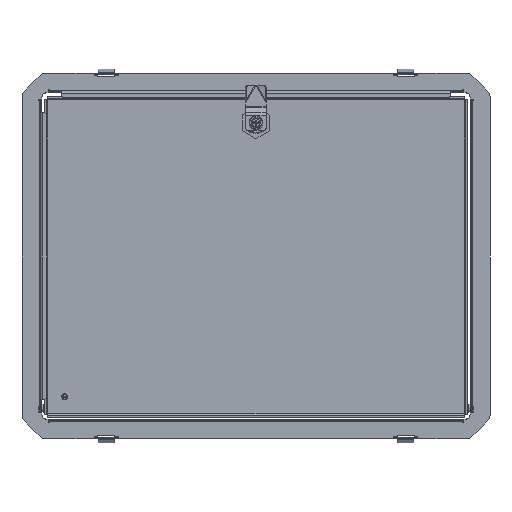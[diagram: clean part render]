
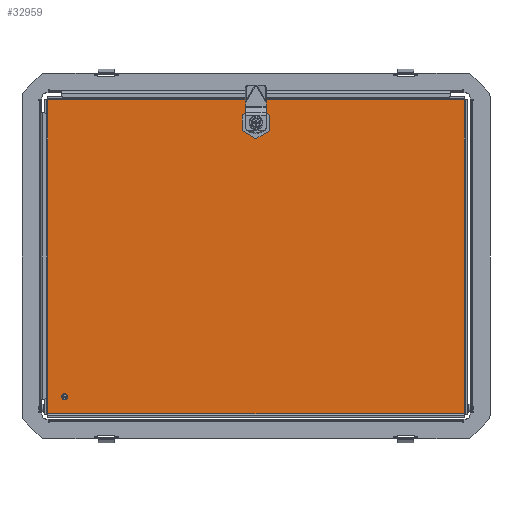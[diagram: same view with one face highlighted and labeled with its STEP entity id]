
A CAD part, front view. The second image highlights one B-rep face of the part: STEP entity #32959.
In plain terms, the highlighted face is planar.
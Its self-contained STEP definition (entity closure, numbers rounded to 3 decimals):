
#98 = ORIENTED_EDGE ( 'NONE', *, *, #4228, .F. ) ;
#646 = AXIS2_PLACEMENT_3D ( 'NONE', #29551, #11475, #32569 ) ;
#1211 = DIRECTION ( 'NONE',  ( -1., 0., 0. ) ) ;
#1299 = FACE_BOUND ( 'NONE', #32557, .T. ) ;
#1355 = DIRECTION ( 'NONE',  ( 0., 1., 0. ) ) ;
#1650 = DIRECTION ( 'NONE',  ( 0., 0., -1. ) ) ;
#1793 = CARTESIAN_POINT ( 'NONE',  ( 132., 0., -2. ) ) ;
#1859 = AXIS2_PLACEMENT_3D ( 'NONE', #19755, #1650, #22777 ) ;
#1860 = VECTOR ( 'NONE', #31766, 1000. ) ;
#2013 = CARTESIAN_POINT ( 'NONE',  ( 142.05, 5.056, -2. ) ) ;
#3740 = CARTESIAN_POINT ( 'NONE',  ( 126.944, -10.05, -2. ) ) ;
#3826 = VERTEX_POINT ( 'NONE', #28246 ) ;
#4228 = EDGE_CURVE ( 'NONE', #13107, #23738, #32982, .T. ) ;
#4566 = EDGE_CURVE ( 'NONE', #36149, #35912, #8380, .T. ) ;
#4818 = DIRECTION ( 'NONE',  ( -1., 0., 0. ) ) ;
#5307 = CARTESIAN_POINT ( 'NONE',  ( 0., 0., -2. ) ) ;
#5461 = LINE ( 'NONE', #20709, #35643 ) ;
#5872 = ORIENTED_EDGE ( 'NONE', *, *, #33682, .T. ) ;
#6540 = CARTESIAN_POINT ( 'NONE',  ( -154.5, 205., -2. ) ) ;
#6557 = CARTESIAN_POINT ( 'NONE',  ( -154.5, -205., -2. ) ) ;
#7123 = LINE ( 'NONE', #18673, #37263 ) ;
#7460 = VECTOR ( 'NONE', #10048, 1000. ) ;
#7839 = VERTEX_POINT ( 'NONE', #12487 ) ;
#8005 = CARTESIAN_POINT ( 'NONE',  ( -138., -188.5, -2. ) ) ;
#8338 = DIRECTION ( 'NONE',  ( -1., 0., 0. ) ) ;
#8376 = CARTESIAN_POINT ( 'NONE',  ( 142.05, -5.056, -2. ) ) ;
#8380 = LINE ( 'NONE', #16148, #7460 ) ;
#8857 = CARTESIAN_POINT ( 'NONE',  ( -141., -188.5, -2. ) ) ;
#9648 = DIRECTION ( 'NONE',  ( 0., -1., 0. ) ) ;
#9907 = CARTESIAN_POINT ( 'NONE',  ( 155.293, 205., -2. ) ) ;
#10048 = DIRECTION ( 'NONE',  ( -1., 0., 0. ) ) ;
#10794 = CARTESIAN_POINT ( 'NONE',  ( -135., -188.5, -2. ) ) ;
#10901 = EDGE_CURVE ( 'NONE', #37201, #7839, #13116, .T. ) ;
#11063 = DIRECTION ( 'NONE',  ( -1., 0., 0. ) ) ;
#11475 = DIRECTION ( 'NONE',  ( 0., 0., 1. ) ) ;
#11749 = EDGE_CURVE ( 'NONE', #23738, #14607, #5461, .T. ) ;
#12148 = ORIENTED_EDGE ( 'NONE', *, *, #28210, .F. ) ;
#12487 = CARTESIAN_POINT ( 'NONE',  ( 137.056, -10.05, -2. ) ) ;
#12939 = CARTESIAN_POINT ( 'NONE',  ( 121.95, -5.056, -2. ) ) ;
#13107 = VERTEX_POINT ( 'NONE', #6557 ) ;
#13116 = LINE ( 'NONE', #3740, #28274 ) ;
#13162 = CIRCLE ( 'NONE', #25843, 3. ) ;
#13553 = EDGE_CURVE ( 'NONE', #37605, #34182, #13162, .T. ) ;
#13653 = CARTESIAN_POINT ( 'NONE',  ( -155.293, -205., -2. ) ) ;
#14147 = PLANE ( 'NONE',  #21851 ) ;
#14257 = CIRCLE ( 'NONE', #15528, 11.25 ) ;
#14472 = EDGE_LOOP ( 'NONE', ( #37350, #98, #14874, #30580 ) ) ;
#14607 = VERTEX_POINT ( 'NONE', #23754 ) ;
#14664 = ORIENTED_EDGE ( 'NONE', *, *, #4566, .T. ) ;
#14755 = DIRECTION ( 'NONE',  ( 0., 1., 0. ) ) ;
#14777 = VERTEX_POINT ( 'NONE', #21748 ) ;
#14874 = ORIENTED_EDGE ( 'NONE', *, *, #38493, .F. ) ;
#15397 = EDGE_CURVE ( 'NONE', #14777, #37201, #14257, .T. ) ;
#15528 = AXIS2_PLACEMENT_3D ( 'NONE', #37307, #19331, #1211 ) ;
#16148 = CARTESIAN_POINT ( 'NONE',  ( 126.944, 10.05, -2. ) ) ;
#16674 = CIRCLE ( 'NONE', #19517, 11.25 ) ;
#17131 = CARTESIAN_POINT ( 'NONE',  ( 132., 0., -2. ) ) ;
#17138 = VECTOR ( 'NONE', #1355, 1000. ) ;
#17736 = EDGE_LOOP ( 'NONE', ( #22883, #14664, #5872, #28276, #31180, #34898, #18784, #23789 ) ) ;
#18580 = AXIS2_PLACEMENT_3D ( 'NONE', #1793, #22939, #4818 ) ;
#18673 = CARTESIAN_POINT ( 'NONE',  ( -154.5, 205.793, -2. ) ) ;
#18784 = ORIENTED_EDGE ( 'NONE', *, *, #36406, .T. ) ;
#19331 = DIRECTION ( 'NONE',  ( 0., 0., 1. ) ) ;
#19517 = AXIS2_PLACEMENT_3D ( 'NONE', #17131, #38223, #20178 ) ;
#19755 = CARTESIAN_POINT ( 'NONE',  ( -138., -188.5, -2. ) ) ;
#20178 = DIRECTION ( 'NONE',  ( -1., 0., 0. ) ) ;
#20709 = CARTESIAN_POINT ( 'NONE',  ( 154.5, -205.793, -2. ) ) ;
#21301 = LINE ( 'NONE', #12939, #37312 ) ;
#21748 = CARTESIAN_POINT ( 'NONE',  ( 121.95, -5.056, -2. ) ) ;
#21851 = AXIS2_PLACEMENT_3D ( 'NONE', #5307, #26455, #8338 ) ;
#21888 = CARTESIAN_POINT ( 'NONE',  ( 137.056, 10.05, -2. ) ) ;
#22127 = EDGE_CURVE ( 'NONE', #14607, #35263, #28231, .T. ) ;
#22227 = DIRECTION ( 'NONE',  ( 1., 0., 0. ) ) ;
#22777 = DIRECTION ( 'NONE',  ( -1., 0., 0. ) ) ;
#22883 = ORIENTED_EDGE ( 'NONE', *, *, #38150, .T. ) ;
#22939 = DIRECTION ( 'NONE',  ( 0., 0., 1. ) ) ;
#23738 = VERTEX_POINT ( 'NONE', #27876 ) ;
#23754 = CARTESIAN_POINT ( 'NONE',  ( 154.5, 205., -2. ) ) ;
#23789 = ORIENTED_EDGE ( 'NONE', *, *, #23874, .T. ) ;
#23874 = EDGE_CURVE ( 'NONE', #27767, #23975, #25143, .T. ) ;
#23975 = VERTEX_POINT ( 'NONE', #2013 ) ;
#25143 = LINE ( 'NONE', #37599, #17138 ) ;
#25831 = ORIENTED_EDGE ( 'NONE', *, *, #13553, .F. ) ;
#25843 = AXIS2_PLACEMENT_3D ( 'NONE', #8005, #29125, #11063 ) ;
#26350 = FACE_BOUND ( 'NONE', #17736, .T. ) ;
#26455 = DIRECTION ( 'NONE',  ( 0., 0., -1. ) ) ;
#27287 = VECTOR ( 'NONE', #36922, 1000. ) ;
#27767 = VERTEX_POINT ( 'NONE', #8376 ) ;
#27876 = CARTESIAN_POINT ( 'NONE',  ( 154.5, -205., -2. ) ) ;
#28210 = EDGE_CURVE ( 'NONE', #34182, #37605, #30001, .T. ) ;
#28231 = LINE ( 'NONE', #9907, #27287 ) ;
#28246 = CARTESIAN_POINT ( 'NONE',  ( 121.95, 5.056, -2. ) ) ;
#28274 = VECTOR ( 'NONE', #22227, 1000. ) ;
#28276 = ORIENTED_EDGE ( 'NONE', *, *, #36794, .T. ) ;
#29125 = DIRECTION ( 'NONE',  ( 0., 0., -1. ) ) ;
#29551 = CARTESIAN_POINT ( 'NONE',  ( 132., 0., -2. ) ) ;
#30001 = CIRCLE ( 'NONE', #1859, 3. ) ;
#30138 = CARTESIAN_POINT ( 'NONE',  ( 126.944, -10.05, -2. ) ) ;
#30580 = ORIENTED_EDGE ( 'NONE', *, *, #22127, .F. ) ;
#31180 = ORIENTED_EDGE ( 'NONE', *, *, #15397, .T. ) ;
#31766 = DIRECTION ( 'NONE',  ( 1., 0., 0. ) ) ;
#32447 = FACE_OUTER_BOUND ( 'NONE', #14472, .T. ) ;
#32557 = EDGE_LOOP ( 'NONE', ( #12148, #25831 ) ) ;
#32569 = DIRECTION ( 'NONE',  ( -1., 0., 0. ) ) ;
#32806 = CIRCLE ( 'NONE', #646, 11.25 ) ;
#32959 = ADVANCED_FACE ( 'NONE', ( #1299, #26350, #32447 ), #14147, .T. ) ;
#32982 = LINE ( 'NONE', #13653, #1860 ) ;
#33682 = EDGE_CURVE ( 'NONE', #35912, #3826, #32806, .T. ) ;
#34083 = DIRECTION ( 'NONE',  ( 0., -1., 0. ) ) ;
#34182 = VERTEX_POINT ( 'NONE', #8857 ) ;
#34898 = ORIENTED_EDGE ( 'NONE', *, *, #10901, .T. ) ;
#35263 = VERTEX_POINT ( 'NONE', #6540 ) ;
#35643 = VECTOR ( 'NONE', #14755, 1000. ) ;
#35912 = VERTEX_POINT ( 'NONE', #38627 ) ;
#36149 = VERTEX_POINT ( 'NONE', #21888 ) ;
#36406 = EDGE_CURVE ( 'NONE', #7839, #27767, #16674, .T. ) ;
#36794 = EDGE_CURVE ( 'NONE', #3826, #14777, #21301, .T. ) ;
#36922 = DIRECTION ( 'NONE',  ( -1., 0., 0. ) ) ;
#37201 = VERTEX_POINT ( 'NONE', #30138 ) ;
#37263 = VECTOR ( 'NONE', #9648, 1000. ) ;
#37307 = CARTESIAN_POINT ( 'NONE',  ( 132., 0., -2. ) ) ;
#37312 = VECTOR ( 'NONE', #34083, 1000. ) ;
#37350 = ORIENTED_EDGE ( 'NONE', *, *, #11749, .F. ) ;
#37599 = CARTESIAN_POINT ( 'NONE',  ( 142.05, -5.056, -2. ) ) ;
#37605 = VERTEX_POINT ( 'NONE', #10794 ) ;
#37830 = CIRCLE ( 'NONE', #18580, 11.25 ) ;
#38150 = EDGE_CURVE ( 'NONE', #23975, #36149, #37830, .T. ) ;
#38223 = DIRECTION ( 'NONE',  ( 0., 0., 1. ) ) ;
#38493 = EDGE_CURVE ( 'NONE', #35263, #13107, #7123, .T. ) ;
#38627 = CARTESIAN_POINT ( 'NONE',  ( 126.944, 10.05, -2. ) ) ;
